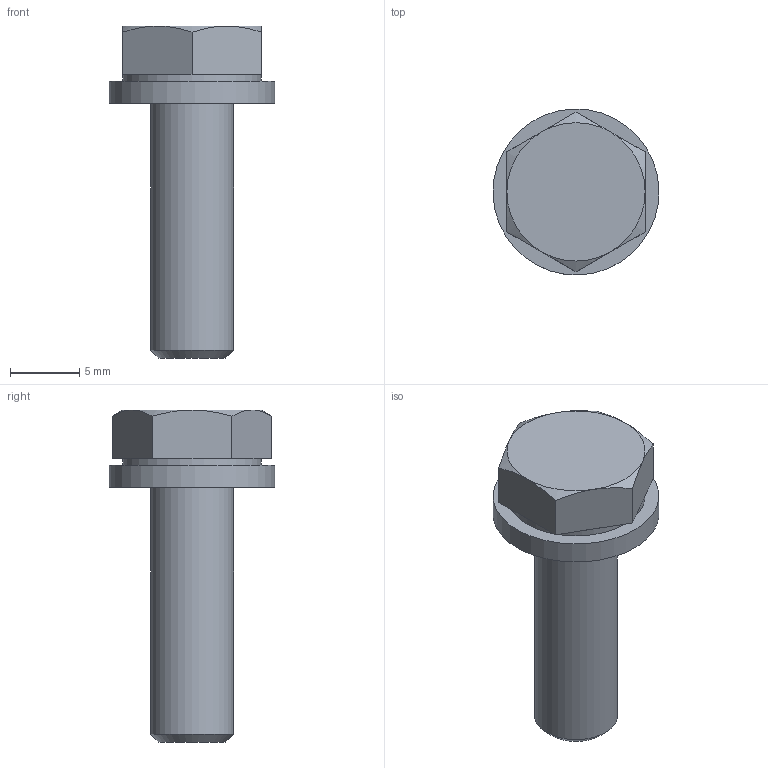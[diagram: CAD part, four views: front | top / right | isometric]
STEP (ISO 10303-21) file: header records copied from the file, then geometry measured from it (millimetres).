
FILE_DESCRIPTION(/* description */ ('STEP AP214'),/* implementation_level */ '2;1');
FILE_NAME(/* name */ 'screw_thread_CF40.stp',/* time_stamp */ '2024-11-10T21:53:11+01:00',/* author */ ('Andreas Weber'),/* organization */ (''),/* preprocessor_version */ 'ST-DEVELOPER v19.2',/* originating_system */ 'Autodesk Inventor 2024',/* authorisation */ '');
FILE_SCHEMA (('AUTOMOTIVE_DESIGN { 1 0 10303 214 3 1 1 }'));
Length unit declared in the file: millimetre
Products named in the file (1): 420BSC040-20
Bounding box: 11.99 x 11.99 x 24 mm (x, y, z)
Volume: 1033.8 mm3; surface area: 928.9 mm2
Topology: 2 solids, 2 shells, 29 faces, 58 edges, 34 vertices
Faces by surface type: plane 17, cone 7, cylinder 4, torus 1
Full cylindrical faces by diameter (mm): 6 x1, 6.4 x1, 10 x1, 12 x1
Entity records: 790 total; most frequent: CARTESIAN_POINT 146, DIRECTION 129, ORIENTED_EDGE 116, EDGE_CURVE 58, AXIS2_PLACEMENT_3D 53, VERTEX_POINT 34, EDGE_LOOP 32, FACE_OUTER_BOUND 29
